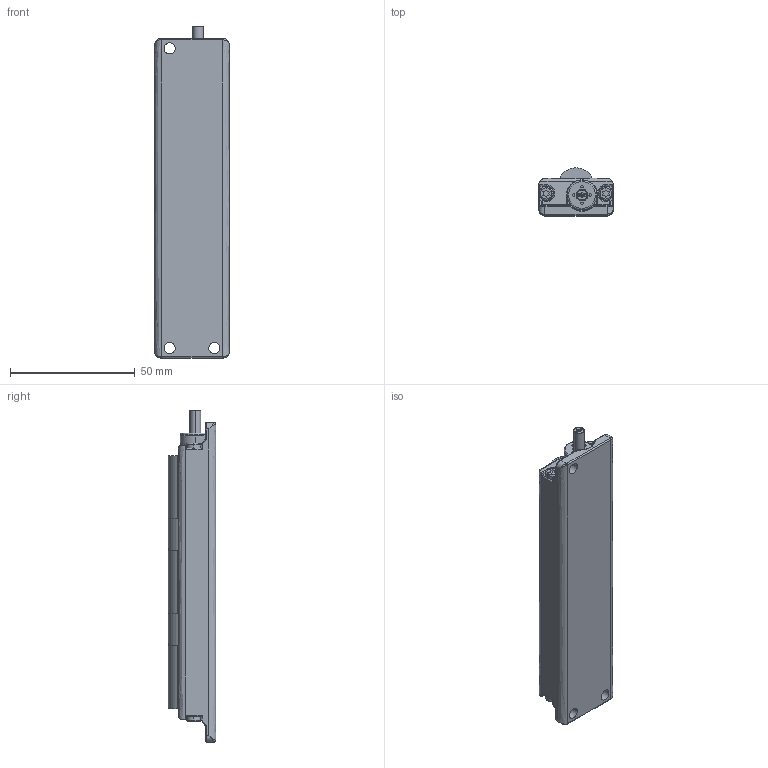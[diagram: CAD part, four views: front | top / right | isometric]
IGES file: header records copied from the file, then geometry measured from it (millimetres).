
Start section:  PTC IGES file: 147726.igs
Global section: file name: 147726.igs; native system: Pro/ENGINEER by Parametric Technology Corporation; preprocessor: 2006170; author: banengservice; organization: Unknown; date: 20090821.102517; units: inch
Bounding box: 29.97 x 19.11 x 133.13 mm (x, y, z)
Volume: 27641.3 mm3; surface area: 26717.8 mm2
Topology: 1 solids, 1 shells, 618 faces, 1610 edges, 1016 vertices
Faces by surface type: bspline 333, revolution 285
